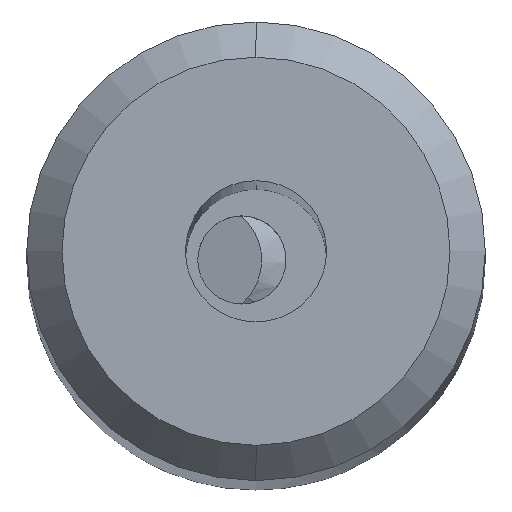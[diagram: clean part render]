
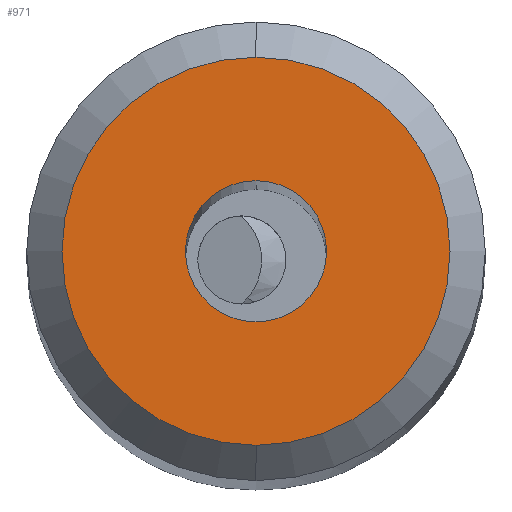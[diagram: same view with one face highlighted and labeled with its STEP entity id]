
A CAD part, top view. The second image highlights one B-rep face of the part: STEP entity #971.
In plain terms, the highlighted planar face has unit normal (0, 0, 1).
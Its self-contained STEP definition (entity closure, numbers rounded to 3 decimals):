
#465=EDGE_CURVE('NONE',#597,#819,#1200,.T.);
#597=VERTEX_POINT('NONE',#1345);
#637=EDGE_CURVE('NONE',#819,#597,#1389,.T.);
#795=VERTEX_POINT('NONE',#1557);
#819=VERTEX_POINT('NONE',#1583);
#847=VERTEX_POINT('NONE',#1614);
#967=EDGE_CURVE('NONE',#795,#847,#1750,.T.);
#971=ADVANCED_FACE('NONE',(#1754,#1755),#1756,.F.);
#1079=EDGE_CURVE('NONE',#847,#795,#1886,.T.);
#1200=CIRCLE('',#2035,5.5);
#1345=CARTESIAN_POINT('',(0.0,-5.5,155.0));
#1389=CIRCLE('',#2370,5.5);
#1557=CARTESIAN_POINT('',(0.0,2.,155.0));
#1583=CARTESIAN_POINT('',(0.,5.5,155.0));
#1614=CARTESIAN_POINT('',(0.,-2.,155.0));
#1750=CIRCLE('',#3030,2.);
#1754=FACE_OUTER_BOUND('',#3035,.T.);
#1755=FACE_BOUND('',#3036,.T.);
#1756=PLANE('',#3037);
#1886=CIRCLE('',#3204,2.);
#2035=AXIS2_PLACEMENT_3D('',#3354,#3355,#3356);
#2370=AXIS2_PLACEMENT_3D('',#3547,#3548,#3549);
#3030=AXIS2_PLACEMENT_3D('',#3920,#3921,#3922);
#3035=EDGE_LOOP('',(#3927,#3928));
#3036=EDGE_LOOP('',(#3929,#3930));
#3037=AXIS2_PLACEMENT_3D('',#3931,#3932,#3933);
#3204=AXIS2_PLACEMENT_3D('',#4127,#4128,#4129);
#3354=CARTESIAN_POINT('',(0.0,0.0,155.0));
#3355=DIRECTION('',(-0.0,0.0,1.0));
#3356=DIRECTION('',(0.0,-1.0,0.0));
#3547=CARTESIAN_POINT('',(0.0,0.0,155.0));
#3548=DIRECTION('',(-0.0,0.0,1.0));
#3549=DIRECTION('',(0.0,-1.0,0.0));
#3920=CARTESIAN_POINT('',(0.0,0.0,155.0));
#3921=DIRECTION('',(-0.0,0.0,1.0));
#3922=DIRECTION('',(0.0,-1.0,0.0));
#3927=ORIENTED_EDGE('',*,*,#465,.T.);
#3928=ORIENTED_EDGE('',*,*,#637,.T.);
#3929=ORIENTED_EDGE('',*,*,#967,.F.);
#3930=ORIENTED_EDGE('',*,*,#1079,.F.);
#3931=CARTESIAN_POINT('',(0.,0.0,155.0));
#3932=DIRECTION('',(0.0,0.0,-1.0));
#3933=DIRECTION('',(-1.0,0.0,0.0));
#4127=CARTESIAN_POINT('',(0.0,0.0,155.0));
#4128=DIRECTION('',(-0.0,0.0,1.0));
#4129=DIRECTION('',(0.0,-1.0,0.0));
